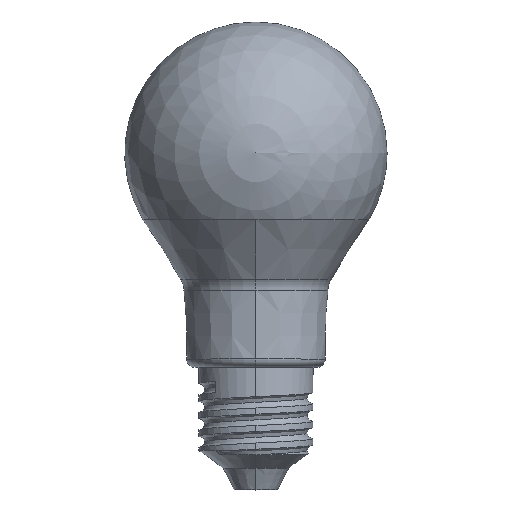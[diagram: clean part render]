
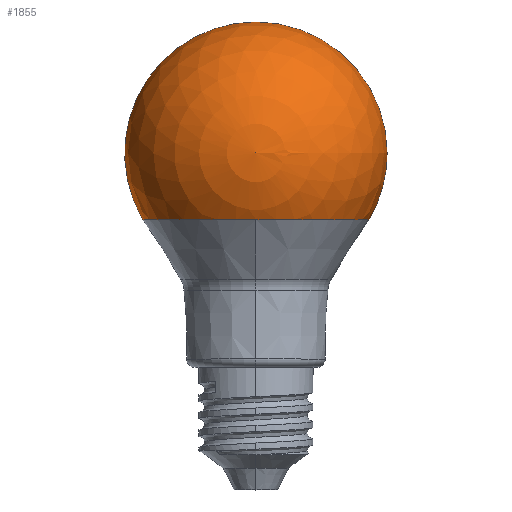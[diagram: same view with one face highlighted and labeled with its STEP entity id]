
A CAD part, top view. The second image highlights one B-rep face of the part: STEP entity #1855.
In plain terms, the highlighted spherical face has radius 30 mm.
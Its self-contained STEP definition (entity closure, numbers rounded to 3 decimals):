
#14 = VERTEX_POINT ( 'NONE', #2331 ) ;
#65 = DIRECTION ( 'NONE',  ( 1., 0., 0. ) ) ;
#72 = DIRECTION ( 'NONE',  ( 0., 0., 1. ) ) ;
#75 = CARTESIAN_POINT ( 'NONE',  ( 0., 77., 0. ) ) ;
#156 = CIRCLE ( 'NONE', #2137, 30. ) ;
#263 = DIRECTION ( 'NONE',  ( 0., 0., 1. ) ) ;
#265 = DIRECTION ( 'NONE',  ( 0., 1., 0. ) ) ;
#266 = AXIS2_PLACEMENT_3D ( 'NONE', #271, #265, #263 ) ;
#271 = CARTESIAN_POINT ( 'NONE',  ( 0., 61.782, 0. ) ) ;
#328 = CARTESIAN_POINT ( 'NONE',  ( -25.854, 61.782, 0. ) ) ;
#370 = VERTEX_POINT ( 'NONE', #659 ) ;
#391 = EDGE_CURVE ( 'NONE', #14, #370, #724, .T. ) ;
#443 = ORIENTED_EDGE ( 'NONE', *, *, #391, .T. ) ;
#515 = CARTESIAN_POINT ( 'NONE',  ( 0., 77., 0. ) ) ;
#522 = DIRECTION ( 'NONE',  ( 0., 0., 1. ) ) ;
#530 = DIRECTION ( 'NONE',  ( 0., 1., 0. ) ) ;
#539 = CARTESIAN_POINT ( 'NONE',  ( 0., 61.782, 0. ) ) ;
#605 = EDGE_CURVE ( 'NONE', #2080, #14, #662, .T. ) ;
#659 = CARTESIAN_POINT ( 'NONE',  ( 25.854, 61.782, 0. ) ) ;
#662 = CIRCLE ( 'NONE', #266, 25.854 ) ;
#724 = CIRCLE ( 'NONE', #2436, 25.854 ) ;
#745 = EDGE_CURVE ( 'NONE', #370, #1778, #1957, .T. ) ;
#918 = AXIS2_PLACEMENT_3D ( 'NONE', #75, #72, #65 ) ;
#973 = EDGE_CURVE ( 'NONE', #2080, #1778, #156, .T. ) ;
#1040 = DIRECTION ( 'NONE',  ( 1., 0., 0. ) ) ;
#1260 = ORIENTED_EDGE ( 'NONE', *, *, #605, .T. ) ;
#1611 = ORIENTED_EDGE ( 'NONE', *, *, #973, .F. ) ;
#1658 = CARTESIAN_POINT ( 'NONE',  ( 0., 107., 0. ) ) ;
#1678 = FACE_OUTER_BOUND ( 'NONE', #1896, .T. ) ;
#1724 = ORIENTED_EDGE ( 'NONE', *, *, #745, .T. ) ;
#1778 = VERTEX_POINT ( 'NONE', #1658 ) ;
#1855 = ADVANCED_FACE ( 'NONE', ( #1678 ), #1934, .T. ) ;
#1883 = DIRECTION ( 'NONE',  ( 0., 0., -1. ) ) ;
#1896 = EDGE_LOOP ( 'NONE', ( #1611, #1260, #443, #1724 ) ) ;
#1934 = SPHERICAL_SURFACE ( 'NONE', #2314, 30. ) ;
#1938 = DIRECTION ( 'NONE',  ( -1., 0., 0. ) ) ;
#1957 = CIRCLE ( 'NONE', #918, 30. ) ;
#2080 = VERTEX_POINT ( 'NONE', #328 ) ;
#2137 = AXIS2_PLACEMENT_3D ( 'NONE', #2350, #2148, #1938 ) ;
#2148 = DIRECTION ( 'NONE',  ( 0., 0., -1. ) ) ;
#2314 = AXIS2_PLACEMENT_3D ( 'NONE', #515, #1883, #1040 ) ;
#2331 = CARTESIAN_POINT ( 'NONE',  ( 0., 61.782, 25.854 ) ) ;
#2350 = CARTESIAN_POINT ( 'NONE',  ( 0., 77., 0. ) ) ;
#2436 = AXIS2_PLACEMENT_3D ( 'NONE', #539, #530, #522 ) ;
